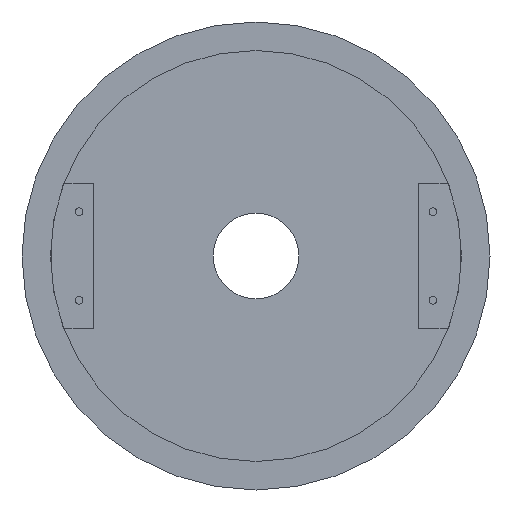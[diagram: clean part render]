
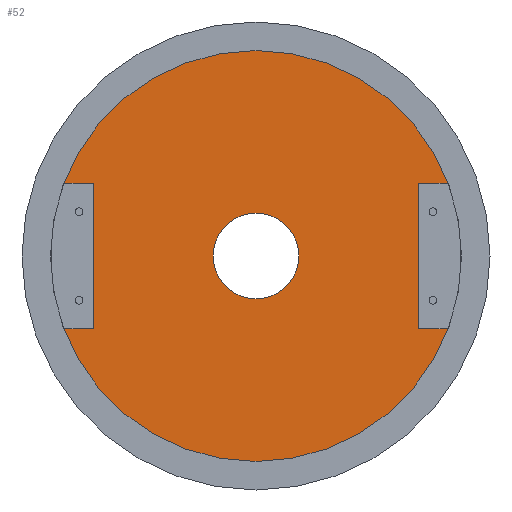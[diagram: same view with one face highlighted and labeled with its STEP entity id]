
A CAD part, front view. The second image highlights one B-rep face of the part: STEP entity #52.
In plain terms, the highlighted planar face has unit normal (0, -1, 0).
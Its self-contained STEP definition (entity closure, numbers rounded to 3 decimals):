
#18 = CARTESIAN_POINT ( 'NONE',  ( 0., 0., 0. ) ) ;
#52 = ADVANCED_FACE ( 'NONE', ( #374, #977 ), #987, .F. ) ;
#55 = CIRCLE ( 'NONE', #114, 72. ) ;
#70 = VERTEX_POINT ( 'NONE', #118 ) ;
#97 = VERTEX_POINT ( 'NONE', #132 ) ;
#114 = AXIS2_PLACEMENT_3D ( 'NONE', #923, #328, #338 ) ;
#118 = CARTESIAN_POINT ( 'NONE',  ( 0., 0., -72. ) ) ;
#120 = EDGE_CURVE ( 'NONE', #70, #1101, #221, .T. ) ;
#132 = CARTESIAN_POINT ( 'NONE',  ( 0., 0., -15. ) ) ;
#138 = CARTESIAN_POINT ( 'NONE',  ( 0., 0., 0. ) ) ;
#151 = ORIENTED_EDGE ( 'NONE', *, *, #120, .T. ) ;
#211 = DIRECTION ( 'NONE',  ( 0., 0., -1. ) ) ;
#215 = DIRECTION ( 'NONE',  ( 0., 1., 0. ) ) ;
#221 = CIRCLE ( 'NONE', #945, 72. ) ;
#252 = CARTESIAN_POINT ( 'NONE',  ( 0., 0., 0. ) ) ;
#253 = ORIENTED_EDGE ( 'NONE', *, *, #626, .F. ) ;
#293 = DIRECTION ( 'NONE',  ( 0., -1., 0. ) ) ;
#302 = AXIS2_PLACEMENT_3D ( 'NONE', #138, #293, #992 ) ;
#328 = DIRECTION ( 'NONE',  ( 0., -1., 0. ) ) ;
#338 = DIRECTION ( 'NONE',  ( 0., 0., -1. ) ) ;
#374 = FACE_BOUND ( 'NONE', #909, .T. ) ;
#626 = EDGE_CURVE ( 'NONE', #97, #792, #866, .T. ) ;
#633 = DIRECTION ( 'NONE',  ( 0., 0., 1. ) ) ;
#671 = DIRECTION ( 'NONE',  ( 0., -1., 0. ) ) ;
#708 = CIRCLE ( 'NONE', #302, 15. ) ;
#736 = DIRECTION ( 'NONE',  ( 0., -1., 0. ) ) ;
#784 = CARTESIAN_POINT ( 'NONE',  ( 0., 0., 72. ) ) ;
#785 = AXIS2_PLACEMENT_3D ( 'NONE', #18, #215, #875 ) ;
#792 = VERTEX_POINT ( 'NONE', #966 ) ;
#866 = CIRCLE ( 'NONE', #1046, 15. ) ;
#875 = DIRECTION ( 'NONE',  ( 0., 0., 1. ) ) ;
#894 = CARTESIAN_POINT ( 'NONE',  ( 0., 0., 0. ) ) ;
#909 = EDGE_LOOP ( 'NONE', ( #1152, #253 ) ) ;
#923 = CARTESIAN_POINT ( 'NONE',  ( 0., 0., 0. ) ) ;
#935 = EDGE_LOOP ( 'NONE', ( #970, #151 ) ) ;
#945 = AXIS2_PLACEMENT_3D ( 'NONE', #894, #671, #211 ) ;
#966 = CARTESIAN_POINT ( 'NONE',  ( 0., 0., 15. ) ) ;
#970 = ORIENTED_EDGE ( 'NONE', *, *, #1223, .T. ) ;
#977 = FACE_OUTER_BOUND ( 'NONE', #935, .T. ) ;
#987 = PLANE ( 'NONE',  #785 ) ;
#992 = DIRECTION ( 'NONE',  ( 0., 0., 1. ) ) ;
#1046 = AXIS2_PLACEMENT_3D ( 'NONE', #252, #736, #633 ) ;
#1101 = VERTEX_POINT ( 'NONE', #784 ) ;
#1152 = ORIENTED_EDGE ( 'NONE', *, *, #1198, .F. ) ;
#1198 = EDGE_CURVE ( 'NONE', #792, #97, #708, .T. ) ;
#1223 = EDGE_CURVE ( 'NONE', #1101, #70, #55, .T. ) ;
